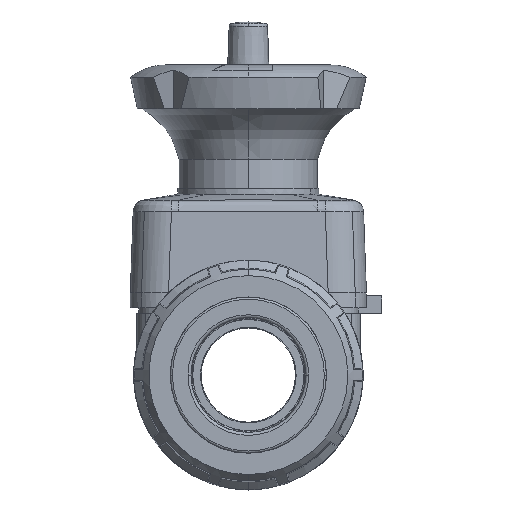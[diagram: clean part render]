
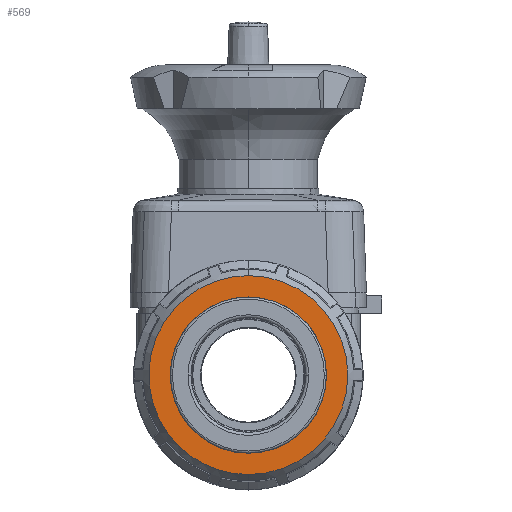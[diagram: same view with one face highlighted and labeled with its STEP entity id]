
A CAD part, left-side view. The second image highlights one B-rep face of the part: STEP entity #569.
In plain terms, the highlighted planar face has unit normal (-1, 0, 0).
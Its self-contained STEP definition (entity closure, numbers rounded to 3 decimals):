
#569=ADVANCED_FACE('',(#1373,#1374),#1375,.T.);
#1373=FACE_OUTER_BOUND('',#2465,.T.);
#1374=FACE_BOUND('',#2466,.T.);
#1375=PLANE('',#2467);
#2465=EDGE_LOOP('',(#5103,#5104,#5105));
#2466=EDGE_LOOP('',(#5106,#5107));
#2467=AXIS2_PLACEMENT_3D('',#5108,#5109,#5110);
#5103=ORIENTED_EDGE('',*,*,#7790,.F.);
#5104=ORIENTED_EDGE('',*,*,#7791,.F.);
#5105=ORIENTED_EDGE('',*,*,#7720,.F.);
#5106=ORIENTED_EDGE('',*,*,#7715,.F.);
#5107=ORIENTED_EDGE('',*,*,#7792,.F.);
#5108=CARTESIAN_POINT('',(-81.0,0.0,30.168));
#5109=DIRECTION('',(-1.0,0.0,0.0));
#5110=DIRECTION('',(0.0,0.0,-1.0));
#7715=EDGE_CURVE('',#9039,#9042,#9043,.T.);
#7720=EDGE_CURVE('',#9048,#9051,#9052,.T.);
#7790=EDGE_CURVE('',#9167,#9048,#9168,.T.);
#7791=EDGE_CURVE('',#9051,#9167,#9169,.T.);
#7792=EDGE_CURVE('',#9042,#9039,#9170,.T.);
#9039=VERTEX_POINT('',#11133);
#9042=VERTEX_POINT('',#11137);
#9043=CIRCLE('',#11138,26.55);
#9048=VERTEX_POINT('',#11144);
#9051=VERTEX_POINT('',#11148);
#9052=CIRCLE('',#11149,33.787);
#9167=VERTEX_POINT('',#11407);
#9168=CIRCLE('',#11408,33.787);
#9169=CIRCLE('',#11409,33.787);
#9170=CIRCLE('',#11410,26.55);
#11133=CARTESIAN_POINT('',(-81.0,0.0,26.55));
#11137=CARTESIAN_POINT('',(-81.0,0.,-26.55));
#11138=AXIS2_PLACEMENT_3D('',#14429,#14430,#14431);
#11144=CARTESIAN_POINT('',(-81.0,0.,33.787));
#11148=CARTESIAN_POINT('',(-81.0,0.,-33.787));
#11149=AXIS2_PLACEMENT_3D('',#14437,#14438,#14439);
#11407=CARTESIAN_POINT('',(-81.0,27.334,-19.859));
#11408=AXIS2_PLACEMENT_3D('',#14526,#14527,#14528);
#11409=AXIS2_PLACEMENT_3D('',#14529,#14530,#14531);
#11410=AXIS2_PLACEMENT_3D('',#14532,#14533,#14534);
#14429=CARTESIAN_POINT('',(-81.0,0.0,0.0));
#14430=DIRECTION('',(-1.0,0.0,0.0));
#14431=DIRECTION('',(0.0,0.0,1.0));
#14437=CARTESIAN_POINT('',(-81.0,0.0,0.0));
#14438=DIRECTION('',(1.0,0.0,0.0));
#14439=DIRECTION('',(0.0,0.809,-0.588));
#14526=CARTESIAN_POINT('',(-81.0,0.0,0.0));
#14527=DIRECTION('',(1.0,0.0,0.0));
#14528=DIRECTION('',(0.0,0.809,-0.588));
#14529=CARTESIAN_POINT('',(-81.0,0.0,0.0));
#14530=DIRECTION('',(1.0,0.0,0.0));
#14531=DIRECTION('',(0.0,0.809,-0.588));
#14532=CARTESIAN_POINT('',(-81.0,0.0,0.0));
#14533=DIRECTION('',(-1.0,0.0,0.0));
#14534=DIRECTION('',(0.0,0.0,1.0));
